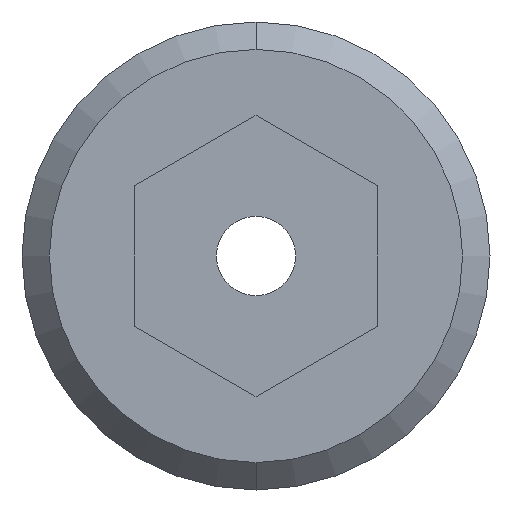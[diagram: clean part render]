
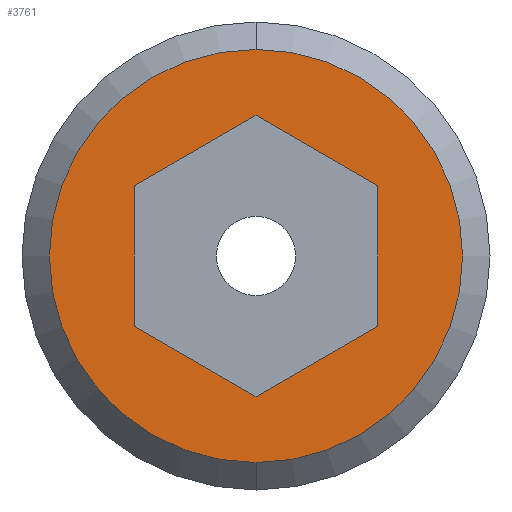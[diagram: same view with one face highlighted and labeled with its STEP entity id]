
A CAD part, left-side view. The second image highlights one B-rep face of the part: STEP entity #3761.
In plain terms, the highlighted planar face has unit normal (-1, 0, 0).
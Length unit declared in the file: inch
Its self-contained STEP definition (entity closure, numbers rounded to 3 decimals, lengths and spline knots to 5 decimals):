
#1657=CARTESIAN_POINT('',(-0.188,0.,0.));
#1658=DIRECTION('',(-1.,0.,0.));
#1659=DIRECTION('',(0.,1.,0.));
#1660=AXIS2_PLACEMENT_3D('',#1657,#1658,#1659);
#1675=DIRECTION('',(0.,0.5,0.866));
#1676=VECTOR('',#1675,0.09238);
#1677=CARTESIAN_POINT('',(-0.188,0.04619,-0.08));
#1678=LINE('',#1677,#1676);
#1679=DIRECTION('',(0.,1.,0.));
#1680=VECTOR('',#1679,0.09238);
#1681=CARTESIAN_POINT('',(-0.188,-0.04619,-0.08));
#1682=LINE('',#1681,#1680);
#1683=DIRECTION('',(0.,0.5,-0.866));
#1684=VECTOR('',#1683,0.09238);
#1685=CARTESIAN_POINT('',(-0.188,-0.09238,0.));
#1686=LINE('',#1685,#1684);
#1687=DIRECTION('',(0.,-0.5,-0.866));
#1688=VECTOR('',#1687,0.09238);
#1689=CARTESIAN_POINT('',(-0.188,-0.04619,0.08));
#1690=LINE('',#1689,#1688);
#1691=DIRECTION('',(0.,-1.,0.));
#1692=VECTOR('',#1691,0.09238);
#1693=CARTESIAN_POINT('',(-0.188,0.04619,0.08));
#1694=LINE('',#1693,#1692);
#1695=DIRECTION('',(0.,-0.5,0.866));
#1696=VECTOR('',#1695,0.09238);
#1697=CARTESIAN_POINT('',(-0.188,0.09238,0.));
#1698=LINE('',#1697,#1696);
#1699=CARTESIAN_POINT('',(-0.188,0.,0.));
#1700=DIRECTION('',(1.,0.,0.));
#1701=DIRECTION('',(0.,1.,0.));
#1702=AXIS2_PLACEMENT_3D('',#1699,#1700,#1701);
#1835=CARTESIAN_POINT('',(-0.188,0.13575,0.));
#1836=CARTESIAN_POINT('',(-0.188,-0.13575,0.));
#1837=VERTEX_POINT('',#1835);
#1838=VERTEX_POINT('',#1836);
#1855=CARTESIAN_POINT('',(-0.188,0.04619,-0.08));
#1856=CARTESIAN_POINT('',(-0.188,0.09238,0.));
#1857=VERTEX_POINT('',#1855);
#1858=VERTEX_POINT('',#1856);
#1859=CARTESIAN_POINT('',(-0.188,-0.04619,-0.08));
#1860=VERTEX_POINT('',#1859);
#1861=CARTESIAN_POINT('',(-0.188,-0.09238,0.));
#1862=VERTEX_POINT('',#1861);
#1863=CARTESIAN_POINT('',(-0.188,-0.04619,0.08));
#1864=VERTEX_POINT('',#1863);
#1865=CARTESIAN_POINT('',(-0.188,0.04619,0.08));
#1866=VERTEX_POINT('',#1865);
#3737=CARTESIAN_POINT('',(-0.188,0.,0.));
#3738=DIRECTION('',(1.,0.,0.));
#3739=DIRECTION('',(0.,-1.,0.));
#3740=AXIS2_PLACEMENT_3D('',#3737,#3738,#3739);
#3741=PLANE('',#3740);
#3742=ORIENTED_EDGE('',*,*,#3727,.F.);
#3744=ORIENTED_EDGE('',*,*,#3743,.T.);
#3745=EDGE_LOOP('',(#3742,#3744));
#3746=FACE_OUTER_BOUND('',#3745,.F.);
#3748=ORIENTED_EDGE('',*,*,#3747,.F.);
#3750=ORIENTED_EDGE('',*,*,#3749,.F.);
#3752=ORIENTED_EDGE('',*,*,#3751,.F.);
#3754=ORIENTED_EDGE('',*,*,#3753,.F.);
#3756=ORIENTED_EDGE('',*,*,#3755,.F.);
#3758=ORIENTED_EDGE('',*,*,#3757,.F.);
#3759=EDGE_LOOP('',(#3748,#3750,#3752,#3754,#3756,#3758));
#3760=FACE_BOUND('',#3759,.F.);
#1661=CIRCLE('',#1660,0.13575);
#1703=CIRCLE('',#1702,0.13575);
#3727=EDGE_CURVE('',#1837,#1838,#1661,.T.);
#3743=EDGE_CURVE('',#1837,#1838,#1703,.T.);
#3747=EDGE_CURVE('',#1857,#1858,#1678,.T.);
#3749=EDGE_CURVE('',#1860,#1857,#1682,.T.);
#3751=EDGE_CURVE('',#1862,#1860,#1686,.T.);
#3753=EDGE_CURVE('',#1864,#1862,#1690,.T.);
#3755=EDGE_CURVE('',#1866,#1864,#1694,.T.);
#3757=EDGE_CURVE('',#1858,#1866,#1698,.T.);
#3761=ADVANCED_FACE('',(#3746,#3760),#3741,.F.);
